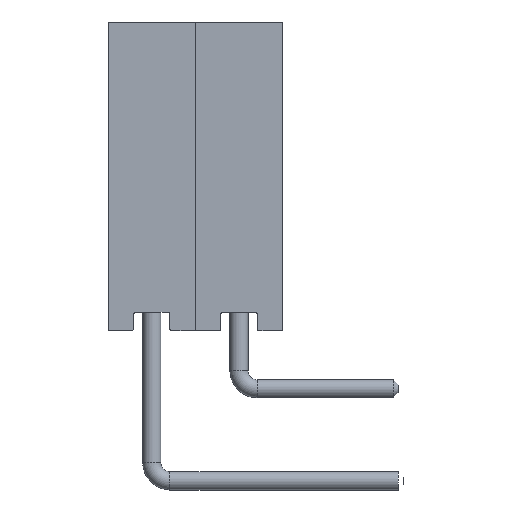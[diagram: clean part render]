
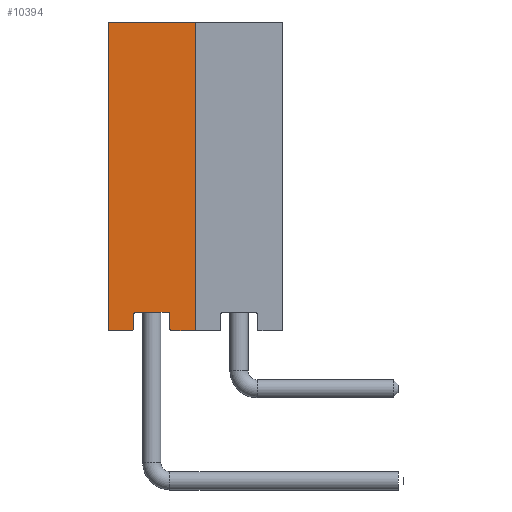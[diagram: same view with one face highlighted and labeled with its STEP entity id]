
A CAD part, left-side view. The second image highlights one B-rep face of the part: STEP entity #10394.
In plain terms, the highlighted planar face has unit normal (-1, 0, 0).
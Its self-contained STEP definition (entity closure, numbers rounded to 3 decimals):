
#575=PLANE('',#11163);
#1130=FACE_OUTER_BOUND('',#1804,.T.);
#1804=EDGE_LOOP('',(#7406,#7407,#7408,#7409,#7410,#7411,#7412,#7413,#7414,
#7415,#7416,#7417));
#2519=LINE('',#16342,#3371);
#2522=LINE('',#16348,#3374);
#2523=LINE('',#16352,#3375);
#2524=LINE('',#16356,#3376);
#2525=LINE('',#16360,#3377);
#2526=LINE('',#16362,#3378);
#2527=LINE('',#16364,#3379);
#2528=LINE('',#16365,#3380);
#3371=VECTOR('',#12628,10.);
#3374=VECTOR('',#12633,10.);
#3375=VECTOR('',#12636,10.);
#3376=VECTOR('',#12639,10.);
#3377=VECTOR('',#12642,10.);
#3378=VECTOR('',#12643,10.);
#3379=VECTOR('',#12644,10.);
#3380=VECTOR('',#12645,10.);
#4165=CIRCLE('',#11160,0.05);
#4167=CIRCLE('',#11164,0.05);
#4168=CIRCLE('',#11165,0.05);
#4169=CIRCLE('',#11166,0.05);
#4624=VERTEX_POINT('',#16332);
#4625=VERTEX_POINT('',#16333);
#4628=VERTEX_POINT('',#16341);
#4630=VERTEX_POINT('',#16347);
#4631=VERTEX_POINT('',#16349);
#4632=VERTEX_POINT('',#16351);
#4633=VERTEX_POINT('',#16353);
#4634=VERTEX_POINT('',#16355);
#4635=VERTEX_POINT('',#16357);
#4636=VERTEX_POINT('',#16359);
#4637=VERTEX_POINT('',#16361);
#4638=VERTEX_POINT('',#16363);
#5651=EDGE_CURVE('',#4624,#4625,#4165,.T.);
#5655=EDGE_CURVE('',#4625,#4628,#2519,.T.);
#5658=EDGE_CURVE('',#4624,#4630,#2522,.T.);
#5659=EDGE_CURVE('',#4631,#4630,#4167,.T.);
#5660=EDGE_CURVE('',#4631,#4632,#2523,.T.);
#5661=EDGE_CURVE('',#4633,#4632,#4168,.T.);
#5662=EDGE_CURVE('',#4633,#4634,#2524,.T.);
#5663=EDGE_CURVE('',#4635,#4634,#4169,.T.);
#5664=EDGE_CURVE('',#4636,#4635,#2525,.T.);
#5665=EDGE_CURVE('',#4636,#4637,#2526,.T.);
#5666=EDGE_CURVE('',#4638,#4637,#2527,.T.);
#5667=EDGE_CURVE('',#4628,#4638,#2528,.T.);
#7406=ORIENTED_EDGE('',*,*,#5651,.F.);
#7407=ORIENTED_EDGE('',*,*,#5658,.T.);
#7408=ORIENTED_EDGE('',*,*,#5659,.F.);
#7409=ORIENTED_EDGE('',*,*,#5660,.T.);
#7410=ORIENTED_EDGE('',*,*,#5661,.F.);
#7411=ORIENTED_EDGE('',*,*,#5662,.T.);
#7412=ORIENTED_EDGE('',*,*,#5663,.F.);
#7413=ORIENTED_EDGE('',*,*,#5664,.F.);
#7414=ORIENTED_EDGE('',*,*,#5665,.T.);
#7415=ORIENTED_EDGE('',*,*,#5666,.F.);
#7416=ORIENTED_EDGE('',*,*,#5667,.F.);
#7417=ORIENTED_EDGE('',*,*,#5655,.F.);
#10394=ADVANCED_FACE('',(#1130),#575,.T.);
#11160=AXIS2_PLACEMENT_3D('',#16334,#12620,#12621);
#11163=AXIS2_PLACEMENT_3D('',#16346,#12631,#12632);
#11164=AXIS2_PLACEMENT_3D('',#16350,#12634,#12635);
#11165=AXIS2_PLACEMENT_3D('',#16354,#12637,#12638);
#11166=AXIS2_PLACEMENT_3D('',#16358,#12640,#12641);
#12620=DIRECTION('center_axis',(1.,0.,0.));
#12621=DIRECTION('ref_axis',(0.,-0.707,-0.707));
#12628=DIRECTION('',(0.,1.,0.));
#12631=DIRECTION('center_axis',(-1.,0.,0.));
#12632=DIRECTION('ref_axis',(0.,-1.,0.));
#12633=DIRECTION('',(0.,0.,1.));
#12634=DIRECTION('center_axis',(-1.,0.,0.));
#12635=DIRECTION('ref_axis',(0.,0.707,0.707));
#12636=DIRECTION('',(0.,-1.,0.));
#12637=DIRECTION('center_axis',(-1.,0.,0.));
#12638=DIRECTION('ref_axis',(0.,-0.707,0.707));
#12639=DIRECTION('',(0.,0.,-1.));
#12640=DIRECTION('center_axis',(1.,0.,0.));
#12641=DIRECTION('ref_axis',(0.,0.707,-0.707));
#12642=DIRECTION('',(0.,1.,0.));
#12643=DIRECTION('',(0.,0.,1.));
#12644=DIRECTION('',(0.,-1.,0.));
#12645=DIRECTION('',(0.,0.,1.));
#16332=CARTESIAN_POINT('',(0.,1.7,0.05));
#16333=CARTESIAN_POINT('',(0.,1.75,0.));
#16334=CARTESIAN_POINT('Origin',(0.,1.75,0.05));
#16341=CARTESIAN_POINT('',(0.,2.4,0.));
#16342=CARTESIAN_POINT('',(0.,0.,0.));
#16346=CARTESIAN_POINT('Origin',(0.,2.4,0.));
#16347=CARTESIAN_POINT('',(0.,1.7,0.45));
#16348=CARTESIAN_POINT('',(0.,1.7,0.));
#16349=CARTESIAN_POINT('',(0.,1.65,0.5));
#16350=CARTESIAN_POINT('Origin',(0.,1.65,0.45));
#16351=CARTESIAN_POINT('',(0.,0.75,0.5));
#16352=CARTESIAN_POINT('',(0.,1.8,0.5));
#16353=CARTESIAN_POINT('',(0.,0.7,0.45));
#16354=CARTESIAN_POINT('Origin',(0.,0.75,0.45));
#16355=CARTESIAN_POINT('',(0.,0.7,0.05));
#16356=CARTESIAN_POINT('',(0.,0.7,0.));
#16357=CARTESIAN_POINT('',(0.,0.65,0.));
#16358=CARTESIAN_POINT('Origin',(0.,0.65,0.05));
#16359=CARTESIAN_POINT('',(0.,0.,0.));
#16360=CARTESIAN_POINT('',(0.,0.,0.));
#16361=CARTESIAN_POINT('',(0.,0.,8.5));
#16362=CARTESIAN_POINT('',(0.,0.,0.));
#16363=CARTESIAN_POINT('',(0.,2.4,8.5));
#16364=CARTESIAN_POINT('',(0.,0.,8.5));
#16365=CARTESIAN_POINT('',(0.,2.4,0.));
